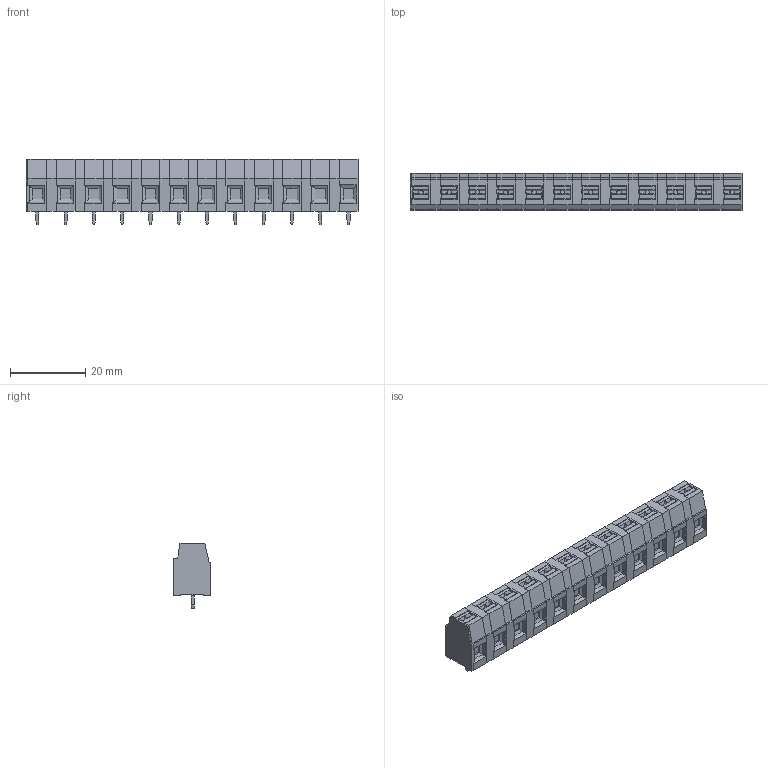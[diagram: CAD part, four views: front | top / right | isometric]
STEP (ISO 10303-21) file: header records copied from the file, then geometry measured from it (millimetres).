
FILE_DESCRIPTION(('CATIA V5 STEP Exchange','CAx-IF Rec.Pracs.--- Model Styling and Organization---1.4--- 2014-01-23'),'2;1');
FILE_NAME ('D1528342_0_2787820000_2787820000.stp','2022-04-25T07:40:46+00:00',('none'),('Weidmueller'),'CATIA Version 5-6 Release 2016 SP3 HF44','CATIA V5 STEP AP214','none');
FILE_SCHEMA(('AUTOMOTIVE_DESIGN { 1 0 10303 214 1 1 1 1 }'));
Length unit declared in the file: millimetre
Products named in the file (1): 2787820000
Bounding box: 88 x 10 x 17.3 mm (x, y, z)
Volume: 10618.2 mm3; surface area: 11512.4 mm2
Topology: 48 solids, 73 shells, 1544 faces, 4302 edges, 2898 vertices
Faces by surface type: plane 1449, cylinder 83, cone 12
Entity records: 45392 total; most frequent: CARTESIAN_POINT 9739, ORIENTED_EDGE 8604, DIRECTION 5323, EDGE_CURVE 4302, VECTOR 3809, LINE 3809, VERTEX_POINT 2898, EDGE_LOOP 1562
